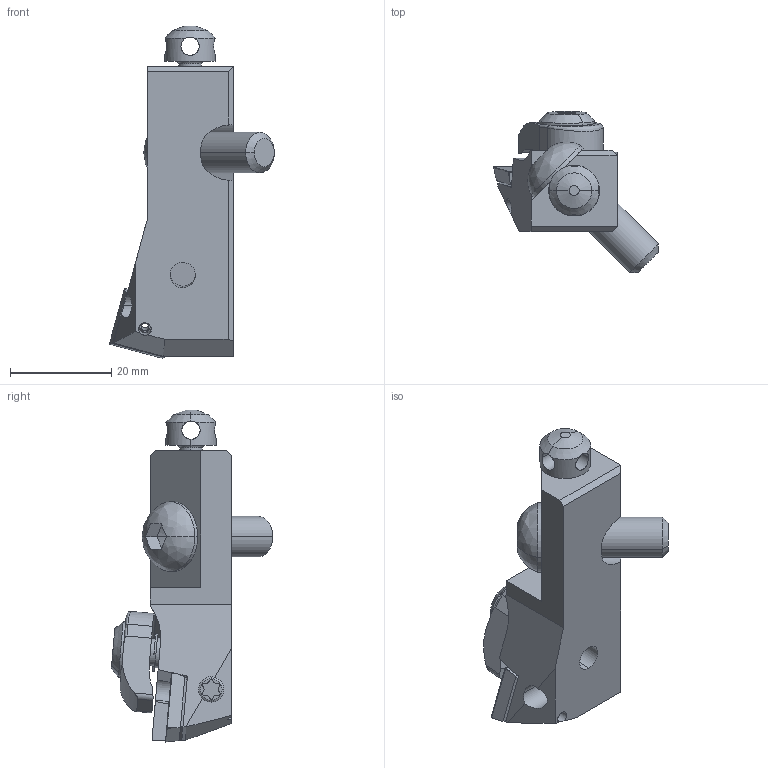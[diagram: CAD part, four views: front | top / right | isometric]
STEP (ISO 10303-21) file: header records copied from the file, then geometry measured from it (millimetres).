
FILE_DESCRIPTION(/* description */ (''),/* implementation_level */ '2;1');
FILE_NAME(/* name */ 'CSKPR16CA12.stp',/* time_stamp */ '2019-07-23T15:58:13+09:00',/* author */ (''),/* organization */ (''),/* preprocessor_version */ 'ST-DEVELOPER v16',/* originating_system */ 'SIEMENS PLM Software NX 10.0',/* authorisation */ '');
FILE_SCHEMA (('AUTOMOTIVE_DESIGN { 1 0 10303 214 3 1 1 1 }'));
Length unit declared in the file: millimetre
Products named in the file (1): CSKPR16CA12_ASM
Bounding box: 32.51 x 31.85 x 65.54 mm (x, y, z)
Volume: 15753.3 mm3; surface area: 9044.7 mm2
Topology: 9 solids, 9 shells, 244 faces, 640 edges, 406 vertices
Faces by surface type: plane 95, cylinder 94, cone 42, torus 8, bspline 5
Entity records: 9266 total; most frequent: CARTESIAN_POINT 2874, DIRECTION 1370, ORIENTED_EDGE 1268, EDGE_CURVE 634, AXIS2_PLACEMENT_3D 529, VERTEX_POINT 406, LINE 312, VECTOR 312
